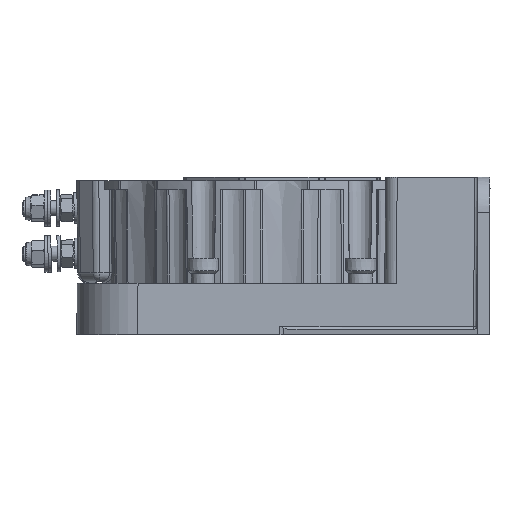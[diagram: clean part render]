
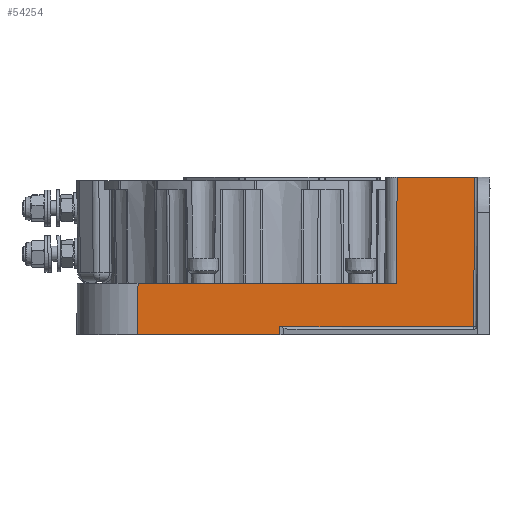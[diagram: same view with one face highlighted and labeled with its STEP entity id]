
A CAD part, left-side view. The second image highlights one B-rep face of the part: STEP entity #54254.
In plain terms, the highlighted planar face has unit normal (-1, 0, 0.009).
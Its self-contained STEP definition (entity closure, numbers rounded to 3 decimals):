
#2497=CARTESIAN_POINT('',(-67.352,47.352,6.998));
#2498=VERTEX_POINT('',#2497);
#2506=CARTESIAN_POINT('',(-67.352,-37.651,6.998));
#2507=VERTEX_POINT('',#2506);
#2508=CARTESIAN_POINT('',(-67.352,-37.651,6.998));
#2509=DIRECTION('',(0.0,1.0,0.0));
#2510=VECTOR('',#2509,85.004);
#2511=LINE('',#2508,#2510);
#2512=EDGE_CURVE('',#2507,#2498,#2511,.T.);
#6227=CARTESIAN_POINT('',(-67.5,0.666,-10.002));
#6228=VERTEX_POINT('',#6227);
#6236=CARTESIAN_POINT('',(-67.5,47.501,-10.002));
#6237=VERTEX_POINT('',#6236);
#6238=CARTESIAN_POINT('',(-67.5,0.666,-10.002));
#6239=DIRECTION('',(0.0,1.0,0.0));
#6240=VECTOR('',#6239,46.835);
#6241=LINE('',#6238,#6240);
#6242=EDGE_CURVE('',#6228,#6237,#6241,.T.);
#21806=CARTESIAN_POINT('',(-67.046,-37.957,41.998));
#21807=VERTEX_POINT('',#21806);
#21815=CARTESIAN_POINT('',(-67.046,-63.5,41.998));
#21816=VERTEX_POINT('',#21815);
#21817=CARTESIAN_POINT('',(-67.046,-37.957,41.998));
#21818=DIRECTION('',(0.0,-1.0,0.0));
#21819=VECTOR('',#21818,25.543);
#21820=LINE('',#21817,#21819);
#21821=EDGE_CURVE('',#21807,#21816,#21820,.T.);
#54192=CARTESIAN_POINT('',(-67.476,0.663,-7.21));
#54193=VERTEX_POINT('',#54192);
#54201=CARTESIAN_POINT('',(-67.476,0.663,-7.21));
#54202=DIRECTION('',(-0.009,0.001,-1.));
#54203=VECTOR('',#54202,2.791);
#54204=LINE('',#54201,#54203);
#54205=EDGE_CURVE('',#54193,#6228,#54204,.T.);
#54217=CARTESIAN_POINT('',(-67.5,-67.5,-10.002));
#54218=DIRECTION('',(-1.,0.0,0.009));
#54219=DIRECTION('',(0.0,-1.0,0.0));
#54220=AXIS2_PLACEMENT_3D('',#54217,#54218,#54219);
#54221=PLANE('',#54220);
#54222=ORIENTED_EDGE('',*,*,#54205,.F.);
#54223=CARTESIAN_POINT('',(-67.476,-63.071,-7.21));
#54224=VERTEX_POINT('',#54223);
#54225=CARTESIAN_POINT('',(-67.476,-63.071,-7.21));
#54226=DIRECTION('',(0.0,1.0,0.0));
#54227=VECTOR('',#54226,63.734);
#54228=LINE('',#54225,#54227);
#54229=EDGE_CURVE('',#54224,#54193,#54228,.T.);
#54230=ORIENTED_EDGE('',*,*,#54229,.F.);
#54231=CARTESIAN_POINT('',(-67.046,-63.5,41.998));
#54232=DIRECTION('',(-0.009,0.009,-1.));
#54233=VECTOR('',#54232,49.212);
#54234=LINE('',#54231,#54233);
#54235=EDGE_CURVE('',#21816,#54224,#54234,.T.);
#54236=ORIENTED_EDGE('',*,*,#54235,.F.);
#54237=ORIENTED_EDGE('',*,*,#21821,.F.);
#54238=CARTESIAN_POINT('',(-67.352,-37.651,6.998));
#54239=DIRECTION('',(0.009,-0.009,1.));
#54240=VECTOR('',#54239,35.003);
#54241=LINE('',#54238,#54240);
#54242=EDGE_CURVE('',#2507,#21807,#54241,.T.);
#54243=ORIENTED_EDGE('',*,*,#54242,.F.);
#54244=ORIENTED_EDGE('',*,*,#2512,.T.);
#54245=CARTESIAN_POINT('',(-67.5,47.501,-10.002));
#54246=DIRECTION('',(0.009,-0.009,1.));
#54247=VECTOR('',#54246,17.001);
#54248=LINE('',#54245,#54247);
#54249=EDGE_CURVE('',#6237,#2498,#54248,.T.);
#54250=ORIENTED_EDGE('',*,*,#54249,.F.);
#54251=ORIENTED_EDGE('',*,*,#6242,.F.);
#54252=EDGE_LOOP('',(#54222,#54230,#54236,#54237,#54243,#54244,#54250,#54251));
#54253=FACE_OUTER_BOUND('',#54252,.T.);
#54254=ADVANCED_FACE('',(#54253),#54221,.T.);
